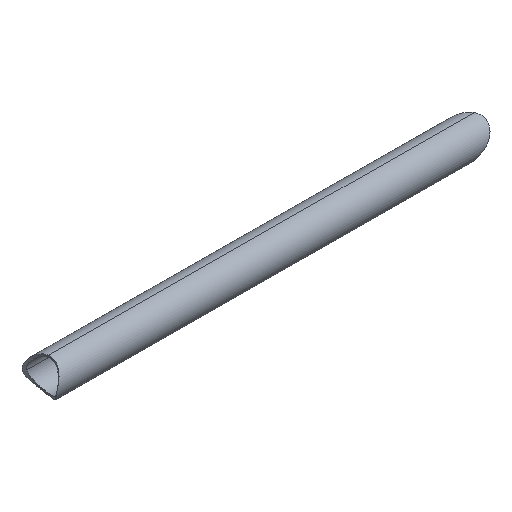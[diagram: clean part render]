
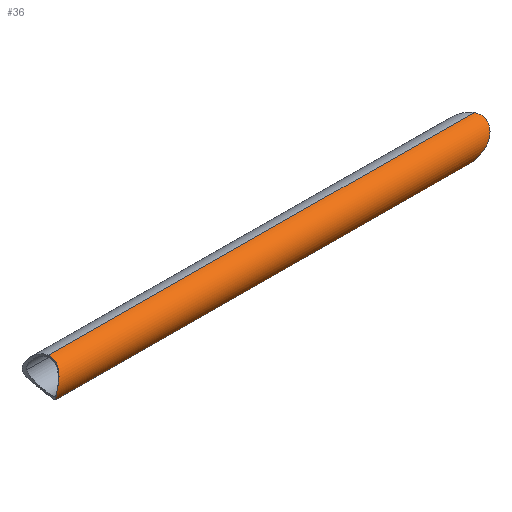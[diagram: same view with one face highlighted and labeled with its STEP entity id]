
A CAD part, isometric view. The second image highlights one B-rep face of the part: STEP entity #36.
In plain terms, the highlighted cylindrical face has radius 12.5 mm (diameter 25 mm), a partial arc.
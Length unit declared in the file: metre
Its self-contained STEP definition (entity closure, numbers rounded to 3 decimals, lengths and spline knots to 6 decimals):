
#36=ADVANCED_FACE('',(#70),#71,.T.);
#70=FACE_OUTER_BOUND('',#100,.T.);
#71=CYLINDRICAL_SURFACE('',#101,0.0125);
#100=EDGE_LOOP('',(#140,#141,#142,#143,#144));
#101=AXIS2_PLACEMENT_3D('',#145,#146,#147);
#140=ORIENTED_EDGE('',*,*,#206,.F.);
#141=ORIENTED_EDGE('',*,*,#200,.F.);
#142=ORIENTED_EDGE('',*,*,#207,.F.);
#143=ORIENTED_EDGE('',*,*,#208,.F.);
#144=ORIENTED_EDGE('',*,*,#209,.T.);
#145=CARTESIAN_POINT('',(499.648527,-0.270375,-3.052794));
#146=DIRECTION('',(-1.,0.,0.006));
#147=DIRECTION('',(0.006,0.,1.));
#200=EDGE_CURVE('',#236,#239,#240,.T.);
#206=EDGE_CURVE('',#239,#248,#249,.T.);
#207=EDGE_CURVE('',#250,#236,#251,.T.);
#208=EDGE_CURVE('',#252,#250,#253,.T.);
#209=EDGE_CURVE('',#252,#248,#254,.F.);
#236=VERTEX_POINT('',#332);
#239=VERTEX_POINT('',#336);
#240=B_SPLINE_CURVE_WITH_KNOTS('',3,(#337,#338,#339,#340),.UNSPECIFIED.,.F.,.F.,(4,4),(0.061251,0.063488),.UNSPECIFIED.);
#248=VERTEX_POINT('',#415);
#249=LINE('',#416,#417);
#250=VERTEX_POINT('',#418);
#251=B_SPLINE_CURVE_WITH_KNOTS('',3,(#419,#420,#421,#422,#423,#424,#425,#426,#427,#428,#429,#430,#431,#432,#433,#434,#435,#436,#437,#438,#439,#440,#441,#442,#443,#444,#445,#446,#447,#448,#449,#450,#451,#452,#453,#454,#455,#456,#457,#458,#459,#460,#461,#462,#463,#464),.UNSPECIFIED.,.F.,.F.,(4,3,3,3,3,3,3,3,3,3,3,3,3,3,3,4),(0.022685,0.026031,0.028232,0.030308,0.031436,0.035046,0.038322,0.040327,0.041853,0.046702,0.050404,0.051951,0.055439,0.058345,0.060341,0.061251),.UNSPECIFIED.);
#252=VERTEX_POINT('',#465);
#253=LINE('',#466,#467);
#254=ELLIPSE('',#468,0.017629,0.0125);
#332=CARTESIAN_POINT('',(-0.635,-0.272625,0.197583));
#336=CARTESIAN_POINT('',(-0.63517,-0.270375,0.197788));
#337=CARTESIAN_POINT('',(-0.635,-0.272625,0.197583));
#338=CARTESIAN_POINT('',(-0.635,-0.271891,0.197717));
#339=CARTESIAN_POINT('',(-0.635057,-0.271134,0.197788));
#340=CARTESIAN_POINT('',(-0.63517,-0.270375,0.197788));
#415=CARTESIAN_POINT('',(-0.330397,-0.270375,0.195816));
#416=CARTESIAN_POINT('',(-0.485033,-0.270375,0.196817));
#417=VECTOR('',#520,1.0);
#418=CARTESIAN_POINT('',(-0.635175,-0.270375,0.172788));
#419=CARTESIAN_POINT('',(-0.635175,-0.270375,0.172788));
#420=CARTESIAN_POINT('',(-0.635347,-0.271509,0.172789));
#421=CARTESIAN_POINT('',(-0.635646,-0.272641,0.172948));
#422=CARTESIAN_POINT('',(-0.636036,-0.273707,0.173246));
#423=CARTESIAN_POINT('',(-0.636293,-0.274409,0.173441));
#424=CARTESIAN_POINT('',(-0.636588,-0.275082,0.173696));
#425=CARTESIAN_POINT('',(-0.636905,-0.275713,0.173996));
#426=CARTESIAN_POINT('',(-0.637203,-0.276309,0.174279));
#427=CARTESIAN_POINT('',(-0.637519,-0.276866,0.174602));
#428=CARTESIAN_POINT('',(-0.637836,-0.277377,0.17495));
#429=CARTESIAN_POINT('',(-0.638009,-0.277654,0.175139));
#430=CARTESIAN_POINT('',(-0.638184,-0.277924,0.175338));
#431=CARTESIAN_POINT('',(-0.638365,-0.278188,0.175551));
#432=CARTESIAN_POINT('',(-0.638942,-0.279036,0.176234));
#433=CARTESIAN_POINT('',(-0.639559,-0.279815,0.177045));
#434=CARTESIAN_POINT('',(-0.640114,-0.280477,0.177958));
#435=CARTESIAN_POINT('',(-0.640617,-0.281078,0.178785));
#436=CARTESIAN_POINT('',(-0.641067,-0.281585,0.179696));
#437=CARTESIAN_POINT('',(-0.641362,-0.281977,0.180675));
#438=CARTESIAN_POINT('',(-0.641543,-0.282217,0.181274));
#439=CARTESIAN_POINT('',(-0.641664,-0.282413,0.181899));
#440=CARTESIAN_POINT('',(-0.641706,-0.282561,0.182545));
#441=CARTESIAN_POINT('',(-0.641738,-0.282673,0.183037));
#442=CARTESIAN_POINT('',(-0.641724,-0.282757,0.183542));
#443=CARTESIAN_POINT('',(-0.641665,-0.282809,0.18404));
#444=CARTESIAN_POINT('',(-0.641477,-0.282973,0.185625));
#445=CARTESIAN_POINT('',(-0.640841,-0.282829,0.187182));
#446=CARTESIAN_POINT('',(-0.640091,-0.282427,0.188639));
#447=CARTESIAN_POINT('',(-0.639518,-0.282119,0.189751));
#448=CARTESIAN_POINT('',(-0.638881,-0.281658,0.190806));
#449=CARTESIAN_POINT('',(-0.63829,-0.281083,0.191758));
#450=CARTESIAN_POINT('',(-0.638043,-0.280843,0.192155));
#451=CARTESIAN_POINT('',(-0.637806,-0.280587,0.19253));
#452=CARTESIAN_POINT('',(-0.637571,-0.280301,0.192902));
#453=CARTESIAN_POINT('',(-0.637039,-0.279655,0.193742));
#454=CARTESIAN_POINT('',(-0.636525,-0.27886,0.194548));
#455=CARTESIAN_POINT('',(-0.636106,-0.277943,0.195243));
#456=CARTESIAN_POINT('',(-0.635758,-0.277179,0.195822));
#457=CARTESIAN_POINT('',(-0.635476,-0.27633,0.196324));
#458=CARTESIAN_POINT('',(-0.635286,-0.27543,0.196721));
#459=CARTESIAN_POINT('',(-0.635156,-0.274811,0.196994));
#460=CARTESIAN_POINT('',(-0.635069,-0.274169,0.197217));
#461=CARTESIAN_POINT('',(-0.635028,-0.273518,0.197386));
#462=CARTESIAN_POINT('',(-0.635009,-0.273222,0.197463));
#463=CARTESIAN_POINT('',(-0.635,-0.272924,0.197528));
#464=CARTESIAN_POINT('',(-0.635,-0.272625,0.197583));
#465=CARTESIAN_POINT('',(-0.351603,-0.270375,0.170952));
#466=CARTESIAN_POINT('',(-0.485195,-0.270375,0.171817));
#467=VECTOR('',#521,1.0);
#468=AXIS2_PLACEMENT_3D('',#522,#523,#524);
#520=DIRECTION('',(1.,0.,-0.006));
#521=DIRECTION('',(-1.,0.,0.006));
#522=CARTESIAN_POINT('',(-0.341,-0.270375,0.183384));
#523=DIRECTION('',(0.705,0.376,-0.601));
#524=DIRECTION('',(0.709,-0.378,0.596));
